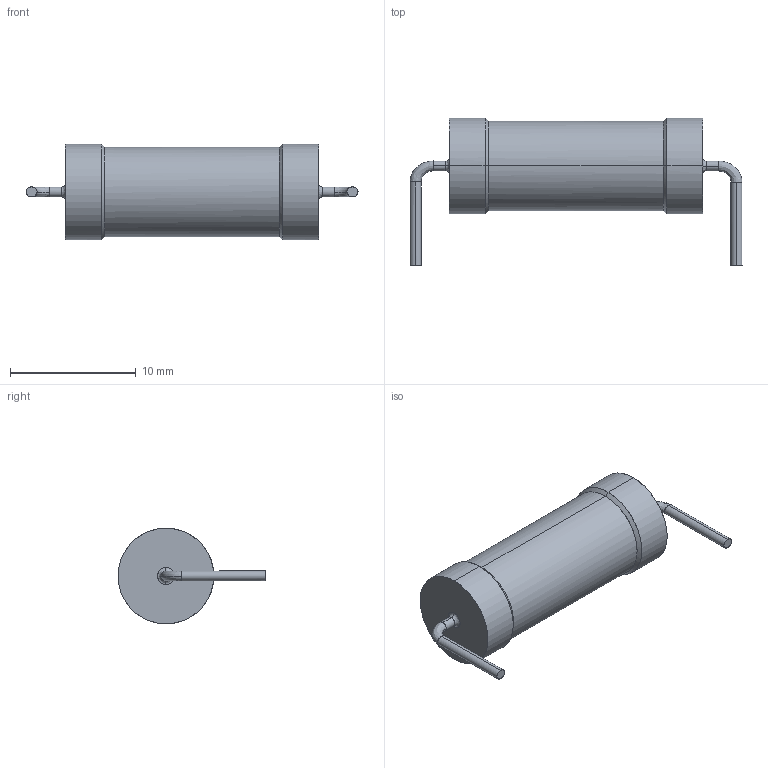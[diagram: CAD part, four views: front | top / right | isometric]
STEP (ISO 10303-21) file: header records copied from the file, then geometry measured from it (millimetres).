
FILE_DESCRIPTION(/* description */ (''),/* implementation_level */ '2;1');
FILE_NAME(/* name */ 'TH86E3~1',/* time_stamp */ '2017-04-04T14:15:18+03:00',/* author */ (''),/* organization */ (''),/* preprocessor_version */ 'ST-DEVELOPER v15',/* originating_system */ '',/* authorisation */ '');
FILE_SCHEMA (('AUTOMOTIVE_DESIGN'));
Length unit declared in the file: inch
Products named in the file (1): Document
Bounding box: 26.42 x 11.75 x 7.62 mm (x, y, z)
Surface area: 607.4 mm2 (no closed solid volume)
Topology: 0 solids, 30 shells, 30 faces, 124 edges, 124 vertices
Faces by surface type: bspline 26, plane 4
Entity records: 1871 total; most frequent: CARTESIAN_POINT 1038, ORIENTED_EDGE 124, EDGE_CURVE 124, VERTEX_POINT 124, EDGE_LOOP 32, COLOUR_RGB 30, FILL_AREA_STYLE_COLOUR 30, FILL_AREA_STYLE 30
